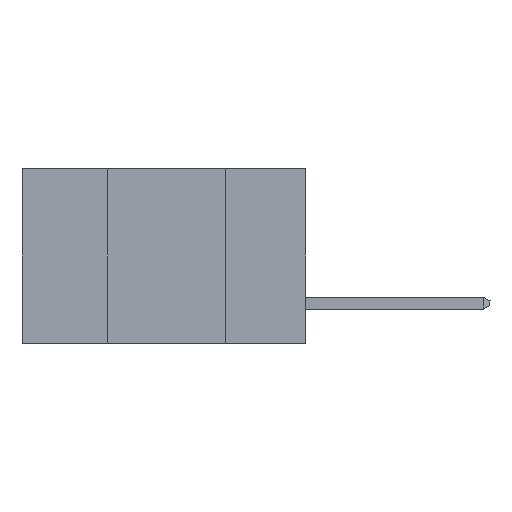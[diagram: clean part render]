
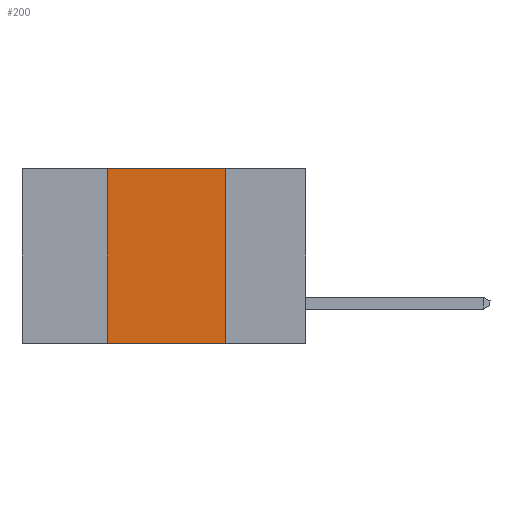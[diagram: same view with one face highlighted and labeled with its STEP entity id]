
A CAD part, left-side view. The second image highlights one B-rep face of the part: STEP entity #200.
In plain terms, the highlighted planar face has unit normal (-1, 0, 0).
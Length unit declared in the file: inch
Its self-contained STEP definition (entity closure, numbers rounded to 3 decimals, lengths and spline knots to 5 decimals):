
#200 = ADVANCED_FACE ( 'NONE', ( #11980 ), #19350, .F. ) ;
#590 = EDGE_CURVE ( 'NONE', #17809, #10318, #15685, .T. ) ;
#1184 = DIRECTION ( 'NONE',  ( 0., -1., 0. ) ) ;
#1357 = VERTEX_POINT ( 'NONE', #10170 ) ;
#1836 = VERTEX_POINT ( 'NONE', #12088 ) ;
#2157 = VECTOR ( 'NONE', #1184, 39.37008 ) ;
#2917 = DIRECTION ( 'NONE',  ( 0., 0., -1. ) ) ;
#3890 = VECTOR ( 'NONE', #19735, 39.37008 ) ;
#4814 = CARTESIAN_POINT ( 'NONE',  ( 0., 0.42, -0.37 ) ) ;
#7475 = ORIENTED_EDGE ( 'NONE', *, *, #9507, .F. ) ;
#7793 = ORIENTED_EDGE ( 'NONE', *, *, #17793, .T. ) ;
#9394 = DIRECTION ( 'NONE',  ( 0., 0., -1. ) ) ;
#9507 = EDGE_CURVE ( 'NONE', #1836, #1357, #20522, .T. ) ;
#10170 = CARTESIAN_POINT ( 'NONE',  ( 0., 0.17, -0.37 ) ) ;
#10318 = VERTEX_POINT ( 'NONE', #20806 ) ;
#11618 = CARTESIAN_POINT ( 'NONE',  ( 0., 0.6, 0. ) ) ;
#11980 = FACE_OUTER_BOUND ( 'NONE', #16812, .T. ) ;
#12088 = CARTESIAN_POINT ( 'NONE',  ( 0., 0.17, 0. ) ) ;
#12112 = DIRECTION ( 'NONE',  ( 1., 0., 0. ) ) ;
#12859 = LINE ( 'NONE', #17727, #2157 ) ;
#13267 = EDGE_CURVE ( 'NONE', #10318, #1836, #13812, .T. ) ;
#13556 = ORIENTED_EDGE ( 'NONE', *, *, #590, .F. ) ;
#13590 = ORIENTED_EDGE ( 'NONE', *, *, #13267, .F. ) ;
#13756 = DIRECTION ( 'NONE',  ( 0., 0., 1. ) ) ;
#13812 = LINE ( 'NONE', #21559, #3890 ) ;
#15685 = LINE ( 'NONE', #18828, #17774 ) ;
#16415 = AXIS2_PLACEMENT_3D ( 'NONE', #11618, #12112, #2917 ) ;
#16812 = EDGE_LOOP ( 'NONE', ( #7475, #13590, #13556, #7793 ) ) ;
#17727 = CARTESIAN_POINT ( 'NONE',  ( 0., 0.6, -0.37 ) ) ;
#17774 = VECTOR ( 'NONE', #13756, 39.37008 ) ;
#17793 = EDGE_CURVE ( 'NONE', #17809, #1357, #12859, .T. ) ;
#17809 = VERTEX_POINT ( 'NONE', #4814 ) ;
#18697 = CARTESIAN_POINT ( 'NONE',  ( 0., 0.17, -0.37 ) ) ;
#18828 = CARTESIAN_POINT ( 'NONE',  ( 0., 0.42, -0.37 ) ) ;
#19350 = PLANE ( 'NONE',  #16415 ) ;
#19735 = DIRECTION ( 'NONE',  ( 0., -1., 0. ) ) ;
#20522 = LINE ( 'NONE', #18697, #21604 ) ;
#20806 = CARTESIAN_POINT ( 'NONE',  ( 0., 0.42, 0. ) ) ;
#21559 = CARTESIAN_POINT ( 'NONE',  ( 0., 0.6, 0. ) ) ;
#21604 = VECTOR ( 'NONE', #9394, 39.37008 ) ;
